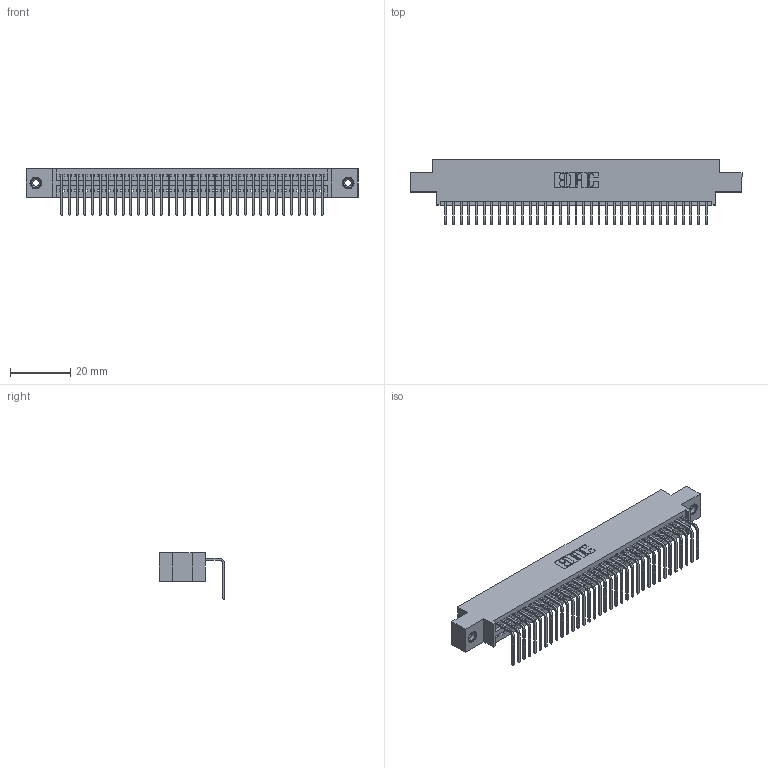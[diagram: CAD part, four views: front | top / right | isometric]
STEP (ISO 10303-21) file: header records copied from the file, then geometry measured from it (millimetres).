
FILE_DESCRIPTION (( 'STEP AP203' ), '1' );
FILE_NAME ('395-035-558-608.STEP', '2018-11-13T17:18:52', ( '' ), ( '' ), 'SwSTEP 2.0', 'SolidWorks 2016', '' );
FILE_SCHEMA (( 'CONFIG_CONTROL_DESIGN' ));
Length unit declared in the file: inch
Products named in the file (4): 345-250-001_345-250-003-102; 345 Part_0.170 Offset - 0.156 Dia-TI; 395-035-558-608; 345-292-001_558 Tail - 2
Assembly tree (38 placements, depth 2):
  395-035-558-608
    345 Part_0.170 Offset - 0.156 Dia-TI
    345-292-001_558 Tail - 2  x35
    345-250-001_345-250-003-102  x2
Bounding box: 110.11 x 21.83 x 15.37 mm (x, y, z)
Volume: 10397.6 mm3; surface area: 14553.3 mm2
Topology: 38 solids, 38 shells, 2290 faces, 6859 edges, 4518 vertices
Faces by surface type: plane 1586, cylinder 688, cone 12, torus 4
Entity records: 28686 total; most frequent: CARTESIAN_POINT 4952, ORIENTED_EDGE 4914, DIRECTION 4361, EDGE_CURVE 2457, VECTOR 2165, LINE 2165, VERTEX_POINT 1632, AXIS2_PLACEMENT_3D 1098
